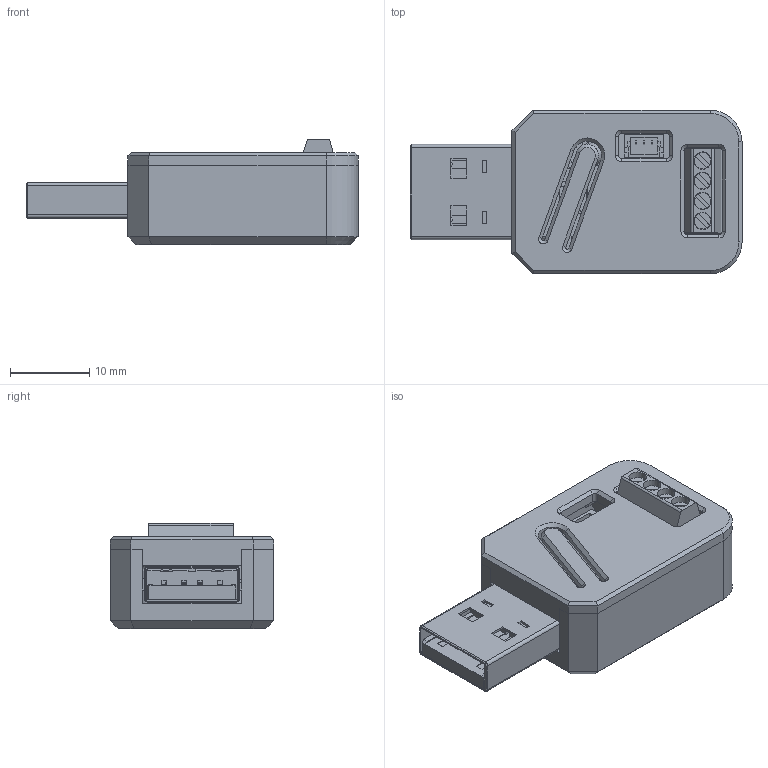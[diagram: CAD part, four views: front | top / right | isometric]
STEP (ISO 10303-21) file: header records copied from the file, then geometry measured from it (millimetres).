
FILE_DESCRIPTION(/* description */ ('','CAx-IF Rec.Pracs.---Representation and Presentation of Product Manufacturing Information (PMI)---4.0---2014-10-13'),/* implementation_level */ '2;1');
FILE_NAME(/* name */ 'Pixel Trinkey Case v13.step',/* time_stamp */ '2025-01-22T16:46:34-05:00',/* author */ (''),/* organization */ (''),/* preprocessor_version */ 'ST-DEVELOPER v20',/* originating_system */ 'Autodesk Translation Framework v13.20.0.188',/* authorisation */ '');
FILE_SCHEMA (('AP242_MANAGED_MODEL_BASED_3D_ENGINEERING_MIM_LF { 1 0 10303 442 1 1 4 }'));
Products named in the file (18): Pixel Trinkey Case; Case; Bottom; Top; Adafruit Pixel Trinkey; PCB Component; Board; USB_A-UGO4DD; 10uF; RKB; ATSAMD21E; 1uF; AP2127K-3.3; WS2812B_SK6805_1515; 4p 2.54mm TERM; 74HCT2G34; 10K; JST_SH_V
Assembly tree (22 placements, depth 4):
  Pixel Trinkey Case
    Case
      Bottom
      Top
    Adafruit Pixel Trinkey
      PCB Component
        Board
        USB_A-UGO4DD
        10uF  x2
        RKB
        ATSAMD21E
        1uF  x2
        AP2127K-3.3
        WS2812B_SK6805_1515
        4p 2.54mm TERM
        74HCT2G34
        10K  x4
        JST_SH_V
Bounding box: 41.85 x 20.6 x 13.27 mm (x, y, z)
Volume: 4658.4 mm3; surface area: 8705.5 mm2
Topology: 65 solids, 65 shells, 2038 faces, 5317 edges, 3423 vertices
Faces by surface type: plane 1522, cylinder 321, bspline 124, cone 35, sphere 28, torus 8
Full cylindrical faces by diameter (mm): 0.22 x1, 0.3 x6, 0.394 x14, 0.5 x3, 1 x10, 1.1 x2, 1.6 x8, 1.7 x4, 2.2 x4, 5 x2
Entity records: 61845 total; most frequent: CARTESIAN_POINT 12743, ORIENTED_EDGE 10226, DIRECTION 9346, EDGE_CURVE 5113, LINE 4084, VECTOR 4084, VERTEX_POINT 3303, AXIS2_PLACEMENT_3D 2631
